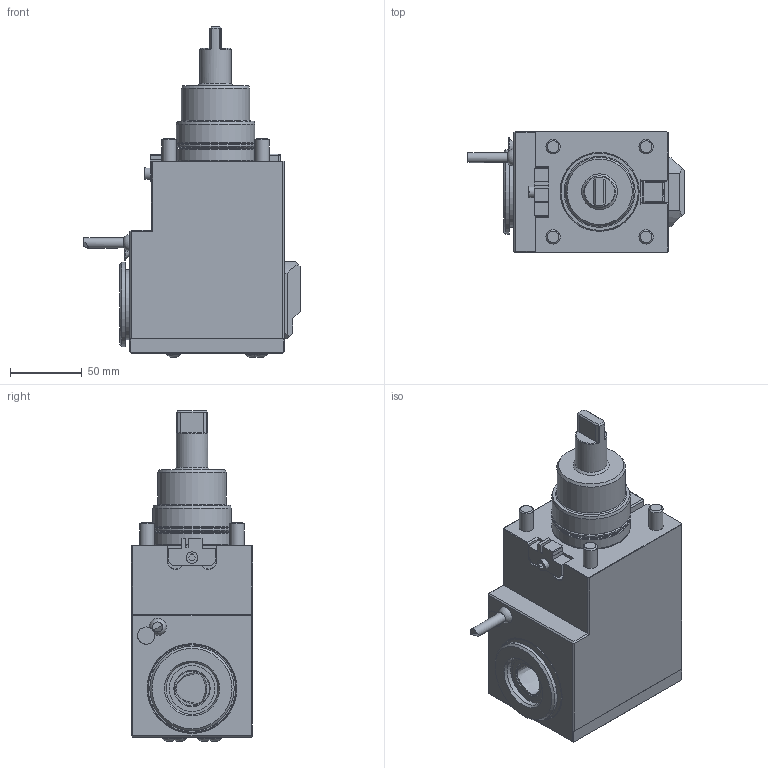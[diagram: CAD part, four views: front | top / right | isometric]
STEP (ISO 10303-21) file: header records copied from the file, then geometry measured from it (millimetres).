
FILE_DESCRIPTION(/* description */ (''),/* implementation_level */ '2;1');
FILE_NAME(/* name */ '1615896148201.stp',/* time_stamp */ '2021-03-16T13:02:34+01:00',/* author */ (''),/* organization */ ('SMS'),/* preprocessor_version */ 'ST-DEVELOPER v16.7',/* originating_system */ 'SIEMENS PLM Software NX 12.0',/* authorisation */ '');
FILE_SCHEMA (('AUTOMOTIVE_DESIGN { 1 0 10303 214 3 1 1 1 }'));
Length unit declared in the file: millimetre
Products named in the file (1): 203431600mod000_00
Bounding box: 151 x 85 x 230.75 mm (x, y, z)
Volume: 1324138.3 mm3; surface area: 93758.9 mm2
Topology: 1 solids, 8 shells, 319 faces, 798 edges, 509 vertices
Faces by surface type: plane 199, cylinder 56, cone 37, bspline 13, sphere 7, torus 7
Full cylindrical faces by diameter (mm): 2 x1, 4 x4, 4.134 x4, 6 x1, 6.6 x1, 7 x1, 8 x1, 9.5 x2, 10 x4, 22 x1, 32 x1, 36 x1, 47 x1, 48 x1, 49 x1, 50 x2, 54.8 x1, 55 x2, 55.3 x1, 59 x1, 62 x2
Entity records: 9553 total; most frequent: CARTESIAN_POINT 2390, DIRECTION 1424, ORIENTED_EDGE 1390, EDGE_CURVE 695, AXIS2_PLACEMENT_3D 511, VERTEX_POINT 478, EDGE_LOOP 429, LINE 402
